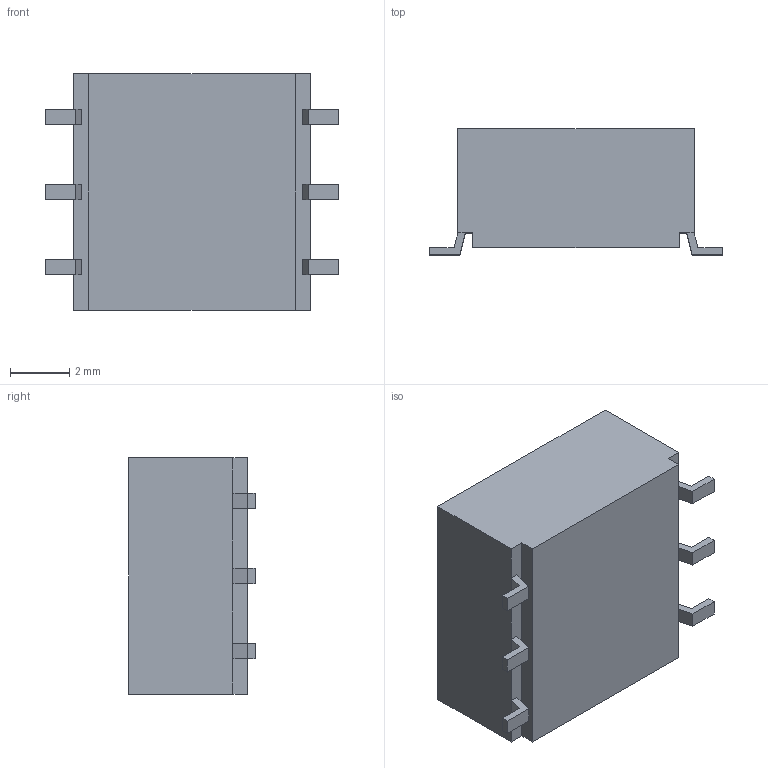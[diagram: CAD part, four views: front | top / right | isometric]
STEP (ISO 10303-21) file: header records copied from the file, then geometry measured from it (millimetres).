
FILE_DESCRIPTION (( 'STEP AP214' ), '1' );
FILE_NAME ('User Library-CD08CM0SB.STEP', '2017-11-20T16:39:39', ( '' ), ( '' ), 'SwSTEP 2.0', 'SolidWorks 2017', '' );
FILE_SCHEMA (( 'AUTOMOTIVE_DESIGN' ));
Length unit declared in the file: millimetre
Products named in the file (1): User Library-CD08CM0SB
Bounding box: 9.9 x 4.27 x 8 mm (x, y, z)
Volume: 246.9 mm3; surface area: 316.5 mm2
Topology: 1 solids, 1 shells, 71 faces, 186 edges, 120 vertices
Faces by surface type: plane 67, cylinder 4
Entity records: 2947 total; most frequent: CARTESIAN_POINT 378, ORIENTED_EDGE 372, DIRECTION 338, EDGE_CURVE 186, LINE 178, VECTOR 178, VERTEX_POINT 120, AXIS2_PLACEMENT_3D 80
